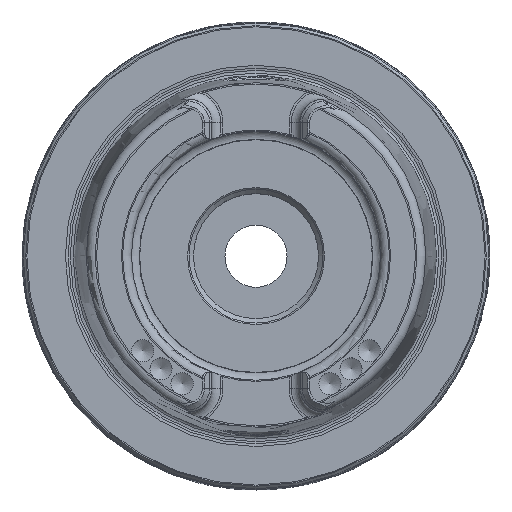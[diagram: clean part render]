
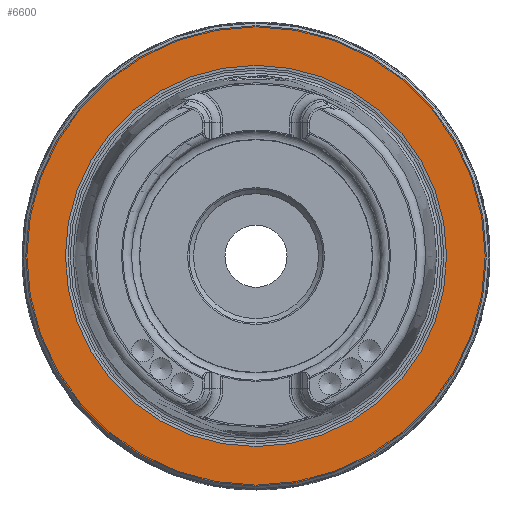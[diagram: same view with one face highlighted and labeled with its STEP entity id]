
A CAD part, top view. The second image highlights one B-rep face of the part: STEP entity #6600.
In plain terms, the highlighted planar face has unit normal (0, 0, 1).
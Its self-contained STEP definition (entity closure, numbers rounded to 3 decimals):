
#1596=ORIENTED_EDGE('',*,*,#2445,.T.);
#1597=ORIENTED_EDGE('',*,*,#2444,.F.);
#2444=EDGE_CURVE('',#2934,#2934,#3208,.T.);
#2445=EDGE_CURVE('',#2935,#2935,#3209,.T.);
#2934=VERTEX_POINT('',#10474);
#2935=VERTEX_POINT('',#10477);
#3208=CIRCLE('',#7115,25.782);
#3209=CIRCLE('',#7117,31.15);
#3566=EDGE_LOOP('',(#1596));
#3567=EDGE_LOOP('',(#1597));
#4028=FACE_BOUND('',#3566,.T.);
#4029=FACE_BOUND('',#3567,.T.);
#4250=PLANE('',#7116);
#6600=ADVANCED_FACE('',(#4028,#4029),#4250,.T.);
#7115=AXIS2_PLACEMENT_3D('',#10473,#8228,#8229);
#7116=AXIS2_PLACEMENT_3D('',#10475,#8230,#8231);
#7117=AXIS2_PLACEMENT_3D('',#10476,#8232,#8233);
#8228=DIRECTION('',(0.,0.,1.));
#8229=DIRECTION('',(1.,0.,0.));
#8230=DIRECTION('',(0.,0.,1.));
#8231=DIRECTION('',(1.,0.,0.));
#8232=DIRECTION('',(0.,0.,1.));
#8233=DIRECTION('',(1.,0.,0.));
#10473=CARTESIAN_POINT('',(0.,0.,0.2));
#10474=CARTESIAN_POINT('',(25.782,0.,0.2));
#10475=CARTESIAN_POINT('',(25.782,0.,0.2));
#10476=CARTESIAN_POINT('',(0.,0.,0.2));
#10477=CARTESIAN_POINT('',(31.15,0.,0.2));
